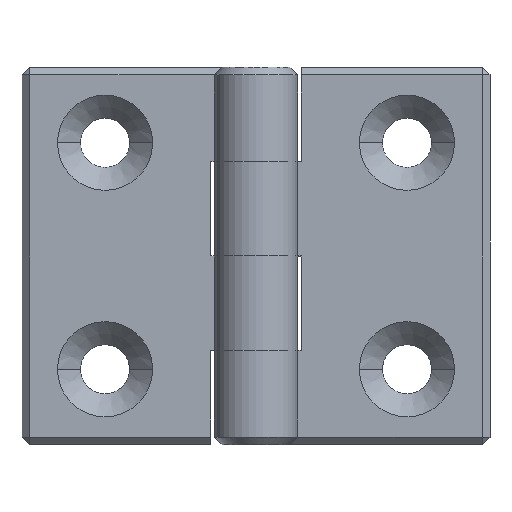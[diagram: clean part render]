
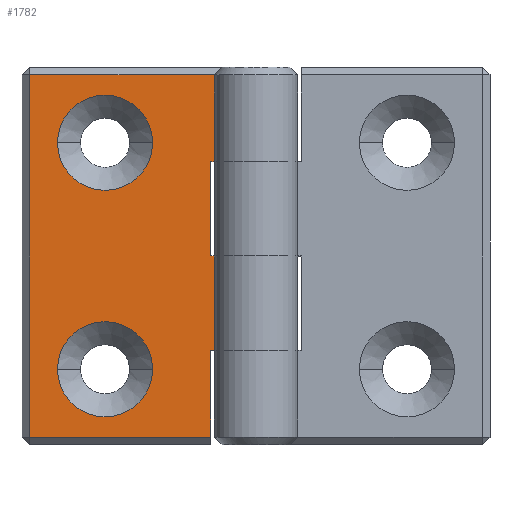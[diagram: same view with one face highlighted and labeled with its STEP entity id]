
A CAD part, top view. The second image highlights one B-rep face of the part: STEP entity #1782.
In plain terms, the highlighted planar face has unit normal (0, 0, 1).
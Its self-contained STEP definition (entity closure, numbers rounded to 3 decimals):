
#34 = CARTESIAN_POINT ( 'NONE',  ( -30., -24., 0. ) ) ;
#61 = CIRCLE ( 'NONE', #664, 6.3 ) ;
#94 = CARTESIAN_POINT ( 'NONE',  ( -20., 15., 0. ) ) ;
#152 = EDGE_CURVE ( 'NONE', #1761, #848, #474, .T. ) ;
#164 = ORIENTED_EDGE ( 'NONE', *, *, #1354, .T. ) ;
#180 = CARTESIAN_POINT ( 'NONE',  ( -5.5, 24., 0. ) ) ;
#190 = EDGE_CURVE ( 'NONE', #215, #682, #2084, .T. ) ;
#199 = CARTESIAN_POINT ( 'NONE',  ( -5.5, 12.5, 0. ) ) ;
#215 = VERTEX_POINT ( 'NONE', #180 ) ;
#219 = DIRECTION ( 'NONE',  ( 0., 0., 1. ) ) ;
#224 = VERTEX_POINT ( 'NONE', #34 ) ;
#231 = VECTOR ( 'NONE', #985, 1000. ) ;
#235 = ORIENTED_EDGE ( 'NONE', *, *, #1343, .F. ) ;
#248 = DIRECTION ( 'NONE',  ( 0., 1., 0. ) ) ;
#285 = EDGE_CURVE ( 'NONE', #215, #1144, #1640, .T. ) ;
#297 = DIRECTION ( 'NONE',  ( 0., -1., 0. ) ) ;
#306 = ORIENTED_EDGE ( 'NONE', *, *, #1202, .T. ) ;
#354 = VERTEX_POINT ( 'NONE', #404 ) ;
#377 = DIRECTION ( 'NONE',  ( 1., 0., 0. ) ) ;
#404 = CARTESIAN_POINT ( 'NONE',  ( -13.7, 15., 0. ) ) ;
#405 = EDGE_CURVE ( 'NONE', #1453, #1971, #1883, .T. ) ;
#419 = CARTESIAN_POINT ( 'NONE',  ( -31., 12.5, 0. ) ) ;
#438 = DIRECTION ( 'NONE',  ( -1., 0., 0. ) ) ;
#439 = CARTESIAN_POINT ( 'NONE',  ( -20., -15., 0. ) ) ;
#457 = LINE ( 'NONE', #1106, #1075 ) ;
#474 = LINE ( 'NONE', #961, #1651 ) ;
#508 = EDGE_CURVE ( 'NONE', #1971, #1453, #61, .T. ) ;
#558 = CARTESIAN_POINT ( 'NONE',  ( -5.5, 25., 0. ) ) ;
#566 = EDGE_CURVE ( 'NONE', #848, #921, #457, .T. ) ;
#580 = CIRCLE ( 'NONE', #1324, 6.3 ) ;
#587 = DIRECTION ( 'NONE',  ( 1., 0., 0. ) ) ;
#606 = FACE_BOUND ( 'NONE', #2070, .T. ) ;
#621 = EDGE_CURVE ( 'NONE', #682, #224, #785, .T. ) ;
#630 = VECTOR ( 'NONE', #1926, 1000. ) ;
#631 = VECTOR ( 'NONE', #1845, 1000. ) ;
#664 = AXIS2_PLACEMENT_3D ( 'NONE', #439, #2037, #587 ) ;
#682 = VERTEX_POINT ( 'NONE', #1128 ) ;
#689 = ORIENTED_EDGE ( 'NONE', *, *, #947, .T. ) ;
#697 = ORIENTED_EDGE ( 'NONE', *, *, #508, .F. ) ;
#699 = VECTOR ( 'NONE', #297, 1000. ) ;
#731 = DIRECTION ( 'NONE',  ( 1., 0., 0. ) ) ;
#736 = DIRECTION ( 'NONE',  ( 0., 0., 1. ) ) ;
#739 = ORIENTED_EDGE ( 'NONE', *, *, #621, .T. ) ;
#740 = DIRECTION ( 'NONE',  ( 1., 0., 0. ) ) ;
#772 = DIRECTION ( 'NONE',  ( 0., 0., -1. ) ) ;
#780 = AXIS2_PLACEMENT_3D ( 'NONE', #1096, #772, #438 ) ;
#785 = LINE ( 'NONE', #956, #699 ) ;
#834 = EDGE_CURVE ( 'NONE', #1761, #1413, #1035, .T. ) ;
#847 = EDGE_CURVE ( 'NONE', #1356, #354, #1146, .T. ) ;
#848 = VERTEX_POINT ( 'NONE', #1054 ) ;
#870 = CARTESIAN_POINT ( 'NONE',  ( -20., 15., 0. ) ) ;
#885 = DIRECTION ( 'NONE',  ( 1., 0., 0. ) ) ;
#904 = DIRECTION ( 'NONE',  ( 1., 0., 0. ) ) ;
#909 = ORIENTED_EDGE ( 'NONE', *, *, #566, .T. ) ;
#921 = VERTEX_POINT ( 'NONE', #1524 ) ;
#947 = EDGE_CURVE ( 'NONE', #1018, #1925, #2074, .T. ) ;
#956 = CARTESIAN_POINT ( 'NONE',  ( -30., 25., 0. ) ) ;
#961 = CARTESIAN_POINT ( 'NONE',  ( -31., 0., 0. ) ) ;
#985 = DIRECTION ( 'NONE',  ( 0., 1., 0. ) ) ;
#1018 = VERTEX_POINT ( 'NONE', #1143 ) ;
#1035 = LINE ( 'NONE', #1537, #631 ) ;
#1036 = LINE ( 'NONE', #2006, #1159 ) ;
#1044 = AXIS2_PLACEMENT_3D ( 'NONE', #1831, #219, #377 ) ;
#1054 = CARTESIAN_POINT ( 'NONE',  ( -6., 0., 0. ) ) ;
#1075 = VECTOR ( 'NONE', #248, 1000. ) ;
#1078 = LINE ( 'NONE', #419, #1390 ) ;
#1096 = CARTESIAN_POINT ( 'NONE',  ( -31., 25., 0. ) ) ;
#1102 = DIRECTION ( 'NONE',  ( -1., 0., 0. ) ) ;
#1106 = CARTESIAN_POINT ( 'NONE',  ( -6., 25., 0. ) ) ;
#1128 = CARTESIAN_POINT ( 'NONE',  ( -30., 24., 0. ) ) ;
#1143 = CARTESIAN_POINT ( 'NONE',  ( -6., -24., 0. ) ) ;
#1144 = VERTEX_POINT ( 'NONE', #199 ) ;
#1146 = CIRCLE ( 'NONE', #1652, 6.3 ) ;
#1159 = VECTOR ( 'NONE', #731, 1000. ) ;
#1175 = ORIENTED_EDGE ( 'NONE', *, *, #1570, .T. ) ;
#1202 = EDGE_CURVE ( 'NONE', #224, #1018, #1529, .T. ) ;
#1258 = FACE_OUTER_BOUND ( 'NONE', #1874, .T. ) ;
#1324 = AXIS2_PLACEMENT_3D ( 'NONE', #94, #736, #904 ) ;
#1336 = CARTESIAN_POINT ( 'NONE',  ( -6., -12.5, 0. ) ) ;
#1343 = EDGE_CURVE ( 'NONE', #354, #1356, #580, .T. ) ;
#1354 = EDGE_CURVE ( 'NONE', #921, #1144, #1078, .T. ) ;
#1356 = VERTEX_POINT ( 'NONE', #1722 ) ;
#1390 = VECTOR ( 'NONE', #1711, 1000. ) ;
#1413 = VERTEX_POINT ( 'NONE', #1972 ) ;
#1416 = ORIENTED_EDGE ( 'NONE', *, *, #834, .F. ) ;
#1445 = ORIENTED_EDGE ( 'NONE', *, *, #847, .F. ) ;
#1453 = VERTEX_POINT ( 'NONE', #1462 ) ;
#1462 = CARTESIAN_POINT ( 'NONE',  ( -26.3, -15., 0. ) ) ;
#1512 = VECTOR ( 'NONE', #1527, 1000. ) ;
#1524 = CARTESIAN_POINT ( 'NONE',  ( -6., 12.5, 0. ) ) ;
#1527 = DIRECTION ( 'NONE',  ( 0., -1., 0. ) ) ;
#1529 = LINE ( 'NONE', #1850, #1744 ) ;
#1537 = CARTESIAN_POINT ( 'NONE',  ( -5.5, 25., 0. ) ) ;
#1570 = EDGE_CURVE ( 'NONE', #1925, #1413, #1036, .T. ) ;
#1578 = CARTESIAN_POINT ( 'NONE',  ( -6., 25., 0. ) ) ;
#1597 = FACE_BOUND ( 'NONE', #1909, .T. ) ;
#1604 = ORIENTED_EDGE ( 'NONE', *, *, #405, .F. ) ;
#1605 = CARTESIAN_POINT ( 'NONE',  ( -31., 24., 0. ) ) ;
#1606 = CARTESIAN_POINT ( 'NONE',  ( -5.5, 0., 0. ) ) ;
#1635 = ORIENTED_EDGE ( 'NONE', *, *, #285, .F. ) ;
#1640 = LINE ( 'NONE', #558, #1512 ) ;
#1651 = VECTOR ( 'NONE', #1102, 1000. ) ;
#1652 = AXIS2_PLACEMENT_3D ( 'NONE', #870, #1888, #740 ) ;
#1704 = CARTESIAN_POINT ( 'NONE',  ( -13.7, -15., 0. ) ) ;
#1711 = DIRECTION ( 'NONE',  ( 1., 0., 0. ) ) ;
#1722 = CARTESIAN_POINT ( 'NONE',  ( -26.3, 15., 0. ) ) ;
#1744 = VECTOR ( 'NONE', #885, 1000. ) ;
#1761 = VERTEX_POINT ( 'NONE', #1606 ) ;
#1776 = ORIENTED_EDGE ( 'NONE', *, *, #152, .T. ) ;
#1782 = ADVANCED_FACE ( 'NONE', ( #1597, #606, #1258 ), #1916, .F. ) ;
#1831 = CARTESIAN_POINT ( 'NONE',  ( -20., -15., 0. ) ) ;
#1845 = DIRECTION ( 'NONE',  ( 0., -1., 0. ) ) ;
#1850 = CARTESIAN_POINT ( 'NONE',  ( -31., -24., 0. ) ) ;
#1874 = EDGE_LOOP ( 'NONE', ( #739, #306, #689, #1175, #1416, #1776, #909, #164, #1635, #2041 ) ) ;
#1883 = CIRCLE ( 'NONE', #1044, 6.3 ) ;
#1888 = DIRECTION ( 'NONE',  ( 0., 0., 1. ) ) ;
#1909 = EDGE_LOOP ( 'NONE', ( #235, #1445 ) ) ;
#1916 = PLANE ( 'NONE',  #780 ) ;
#1925 = VERTEX_POINT ( 'NONE', #1336 ) ;
#1926 = DIRECTION ( 'NONE',  ( -1., 0., 0. ) ) ;
#1971 = VERTEX_POINT ( 'NONE', #1704 ) ;
#1972 = CARTESIAN_POINT ( 'NONE',  ( -5.5, -12.5, 0. ) ) ;
#2006 = CARTESIAN_POINT ( 'NONE',  ( -31., -12.5, 0. ) ) ;
#2037 = DIRECTION ( 'NONE',  ( 0., 0., 1. ) ) ;
#2041 = ORIENTED_EDGE ( 'NONE', *, *, #190, .T. ) ;
#2070 = EDGE_LOOP ( 'NONE', ( #697, #1604 ) ) ;
#2074 = LINE ( 'NONE', #1578, #231 ) ;
#2084 = LINE ( 'NONE', #1605, #630 ) ;
